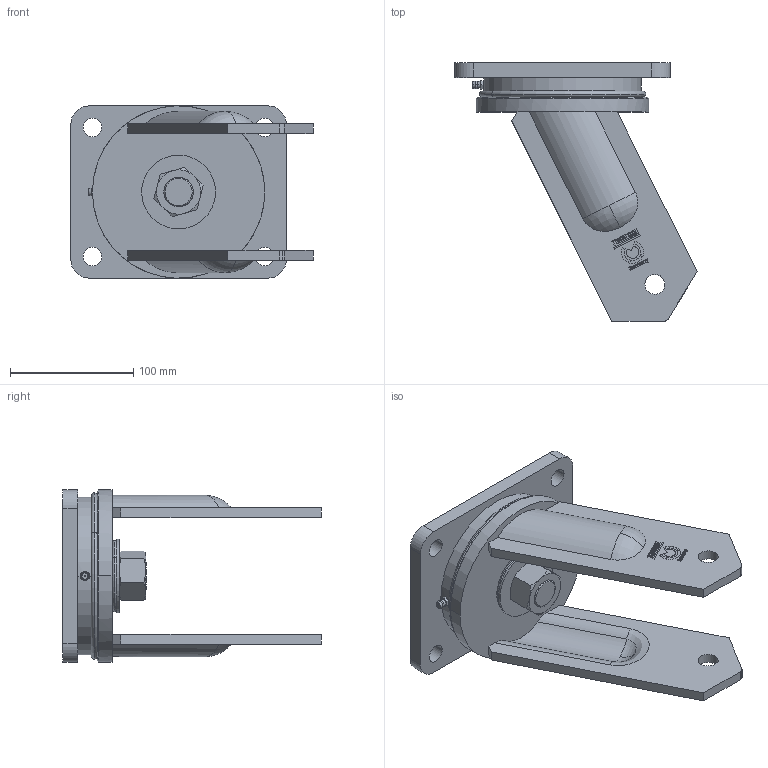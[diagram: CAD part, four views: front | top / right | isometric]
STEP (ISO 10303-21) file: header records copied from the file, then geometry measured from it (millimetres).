
FILE_DESCRIPTION (( 'STEP AP214' ), '1' );
FILE_NAME ('0019248.step', '2022-06-24T11:13:09', ( '' ), ( '' ), 'SwSTEP 2.0', 'SolidWorks 2020', '' );
FILE_SCHEMA (( 'AUTOMOTIVE_DESIGN' ));
Length unit declared in the file: millimetre
Products named in the file (1): 0019248
Bounding box: 196.79 x 209.94 x 140 mm (x, y, z)
Volume: 936803.1 mm3; surface area: 186747.5 mm2
Topology: 7 solids, 7 shells, 641 faces, 1687 edges, 1107 vertices
Faces by surface type: plane 317, bspline 206, cylinder 66, cone 32, torus 16, sphere 4
Entity records: 31627 total; most frequent: CARTESIAN_POINT 9989, ORIENTED_EDGE 3366, DIRECTION 2287, EDGE_CURVE 1683, VERTEX_POINT 1105, VECTOR 1027, LINE 1027, EDGE_LOOP 710
